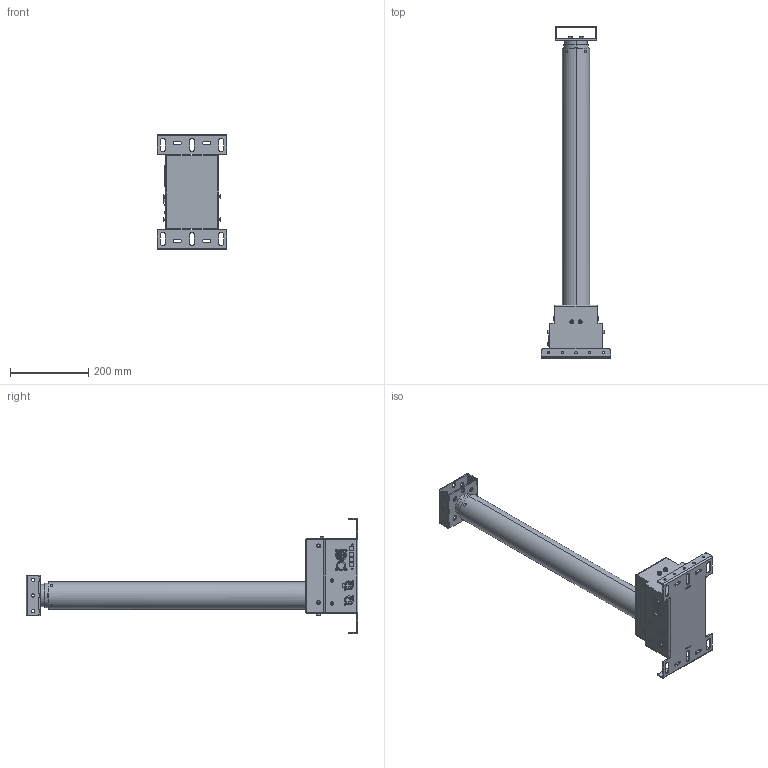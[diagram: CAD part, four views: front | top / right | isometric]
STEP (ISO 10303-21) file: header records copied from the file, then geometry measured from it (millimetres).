
FILE_DESCRIPTION (( 'STEP AP214' ), '1' );
FILE_NAME ('291.2001.03_Lifting_Column_Main_Assembly_STEP.STEP', '2025-01-22T14:40:38', ( '' ), ( '' ), 'SwSTEP 2.0', 'SolidWorks 2023', '' );
FILE_SCHEMA (( 'AUTOMOTIVE_DESIGN' ));
Length unit declared in the file: millimetre
Products named in the file (1): 291.2001.03_Lifting_Column_Main_Assembly_STEP
Bounding box: 178 x 850 x 296 mm (x, y, z)
Surface area: 511419.5 mm2 (no closed solid volume)
Topology: 0 solids, 62 shells, 586 faces, 2233 edges, 1636 vertices
Faces by surface type: cylinder 265, plane 264, torus 32, cone 17, bspline 8
Entity records: 24345 total; most frequent: CARTESIAN_POINT 5364, DIRECTION 4074, ORIENTED_EDGE 3390, EDGE_CURVE 2217, VERTEX_POINT 1636, AXIS2_PLACEMENT_3D 1420, VECTOR 1234, LINE 1234
